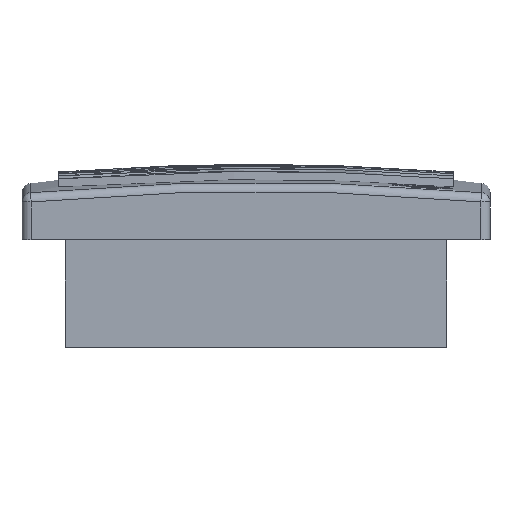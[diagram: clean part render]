
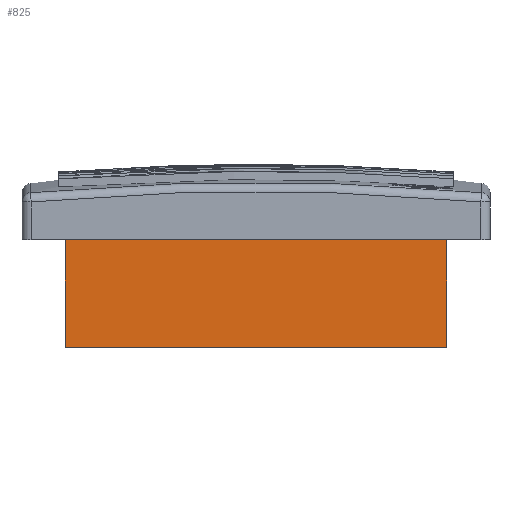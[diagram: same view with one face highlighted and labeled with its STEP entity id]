
A CAD part, front view. The second image highlights one B-rep face of the part: STEP entity #825.
In plain terms, the highlighted planar face has unit normal (0, -1, 0).
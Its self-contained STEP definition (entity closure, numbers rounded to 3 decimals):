
#19 = VERTEX_POINT ( 'NONE', #10705 ) ;
#520 = AXIS2_PLACEMENT_3D ( 'NONE', #9921, #9906, #9904 ) ;
#825 = ADVANCED_FACE ( 'NONE', ( #9558 ), #10108, .F. ) ;
#2222 = LINE ( 'NONE', #7516, #8948 ) ;
#2835 = VECTOR ( 'NONE', #11380, 1000. ) ;
#3155 = LINE ( 'NONE', #8560, #3180 ) ;
#3180 = VECTOR ( 'NONE', #11781, 1000. ) ;
#3861 = EDGE_CURVE ( 'NONE', #11058, #5408, #10734, .T. ) ;
#4202 = DIRECTION ( 'NONE',  ( 0., 0., 1. ) ) ;
#4212 = EDGE_CURVE ( 'NONE', #10425, #5408, #3155, .T. ) ;
#4314 = CARTESIAN_POINT ( 'NONE',  ( 124., -124., -35. ) ) ;
#4352 = EDGE_CURVE ( 'NONE', #19, #11058, #2222, .T. ) ;
#4648 = EDGE_CURVE ( 'NONE', #19, #10425, #5449, .T. ) ;
#4929 = CARTESIAN_POINT ( 'NONE',  ( 0., -124., 0. ) ) ;
#5408 = VERTEX_POINT ( 'NONE', #4929 ) ;
#5449 = LINE ( 'NONE', #4314, #5466 ) ;
#5466 = VECTOR ( 'NONE', #4202, 1000. ) ;
#6676 = ORIENTED_EDGE ( 'NONE', *, *, #3861, .F. ) ;
#7412 = DIRECTION ( 'NONE',  ( -1., 0., 0. ) ) ;
#7516 = CARTESIAN_POINT ( 'NONE',  ( 124., -124., -35. ) ) ;
#8560 = CARTESIAN_POINT ( 'NONE',  ( 124., -124., 0. ) ) ;
#8948 = VECTOR ( 'NONE', #7412, 1000. ) ;
#9558 = FACE_OUTER_BOUND ( 'NONE', #11617, .T. ) ;
#9904 = DIRECTION ( 'NONE',  ( 0., 0., -1. ) ) ;
#9906 = DIRECTION ( 'NONE',  ( 0., 1., 0. ) ) ;
#9921 = CARTESIAN_POINT ( 'NONE',  ( 124., -124., -35. ) ) ;
#10108 = PLANE ( 'NONE',  #520 ) ;
#10265 = ORIENTED_EDGE ( 'NONE', *, *, #4212, .T. ) ;
#10425 = VERTEX_POINT ( 'NONE', #11853 ) ;
#10705 = CARTESIAN_POINT ( 'NONE',  ( 124., -124., -35. ) ) ;
#10734 = LINE ( 'NONE', #11364, #2835 ) ;
#10868 = CARTESIAN_POINT ( 'NONE',  ( 0., -124., -35. ) ) ;
#11058 = VERTEX_POINT ( 'NONE', #10868 ) ;
#11364 = CARTESIAN_POINT ( 'NONE',  ( 0., -124., -35. ) ) ;
#11380 = DIRECTION ( 'NONE',  ( 0., 0., 1. ) ) ;
#11617 = EDGE_LOOP ( 'NONE', ( #10265, #6676, #12725, #12792 ) ) ;
#11781 = DIRECTION ( 'NONE',  ( -1., 0., 0. ) ) ;
#11853 = CARTESIAN_POINT ( 'NONE',  ( 124., -124., 0. ) ) ;
#12725 = ORIENTED_EDGE ( 'NONE', *, *, #4352, .F. ) ;
#12792 = ORIENTED_EDGE ( 'NONE', *, *, #4648, .T. ) ;
